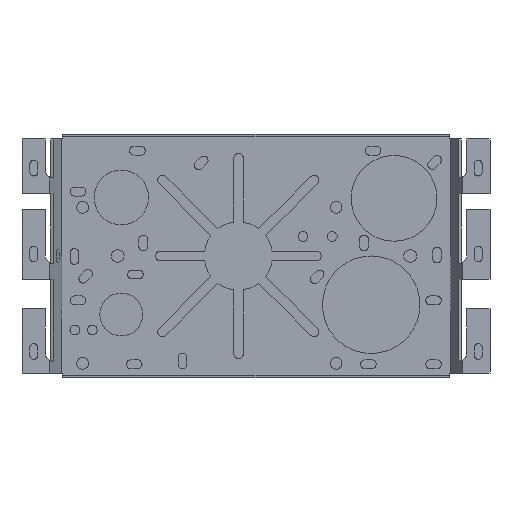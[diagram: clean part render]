
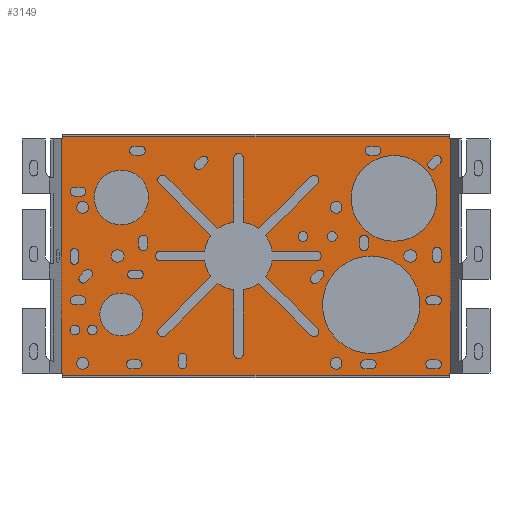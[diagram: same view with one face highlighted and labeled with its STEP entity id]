
A CAD part, front view. The second image highlights one B-rep face of the part: STEP entity #3149.
In plain terms, the highlighted planar face has unit normal (0, -1, 0).
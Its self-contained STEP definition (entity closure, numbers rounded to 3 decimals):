
#499=FACE_OUTER_BOUND('',#645,.T.);
#645=EDGE_LOOP('',(#2616,#2617,#2618,#2619,#2620,#2621,#2622,#2623,#2624,
#2625,#2626,#2627));
#752=LINE('',#4570,#1050);
#789=LINE('',#4659,#1087);
#867=LINE('',#4828,#1165);
#882=LINE('',#4857,#1180);
#886=LINE('',#4865,#1184);
#896=LINE('',#4905,#1194);
#898=LINE('',#4909,#1196);
#903=LINE('',#4928,#1201);
#905=LINE('',#4933,#1203);
#907=LINE('',#4936,#1205);
#908=LINE('',#4937,#1206);
#909=LINE('',#4938,#1207);
#1050=VECTOR('',#3588,1.);
#1087=VECTOR('',#3651,1.);
#1165=VECTOR('',#3795,1.);
#1180=VECTOR('',#3816,1.);
#1184=VECTOR('',#3822,1.);
#1194=VECTOR('',#3880,1.);
#1196=VECTOR('',#3884,1.);
#1201=VECTOR('',#3911,1.);
#1203=VECTOR('',#3917,1.);
#1205=VECTOR('',#3921,1.);
#1206=VECTOR('',#3922,1.);
#1207=VECTOR('',#3923,1.);
#1348=VERTEX_POINT('',#4567);
#1349=VERTEX_POINT('',#4569);
#1388=VERTEX_POINT('',#4658);
#1446=VERTEX_POINT('',#4827);
#1456=VERTEX_POINT('',#4854);
#1457=VERTEX_POINT('',#4856);
#1459=VERTEX_POINT('',#4862);
#1460=VERTEX_POINT('',#4864);
#1466=VERTEX_POINT('',#4904);
#1467=VERTEX_POINT('',#4908);
#1470=VERTEX_POINT('',#4925);
#1471=VERTEX_POINT('',#4932);
#1777=EDGE_CURVE('',#1348,#1349,#752,.T.);
#1821=EDGE_CURVE('',#1388,#1349,#789,.T.);
#1905=EDGE_CURVE('',#1446,#1388,#867,.T.);
#1920=EDGE_CURVE('',#1457,#1456,#882,.T.);
#1924=EDGE_CURVE('',#1460,#1459,#886,.T.);
#1945=EDGE_CURVE('',#1460,#1466,#896,.T.);
#1947=EDGE_CURVE('',#1467,#1466,#898,.T.);
#1957=EDGE_CURVE('',#1457,#1470,#903,.T.);
#1959=EDGE_CURVE('',#1471,#1470,#905,.T.);
#1961=EDGE_CURVE('',#1467,#1456,#907,.T.);
#1962=EDGE_CURVE('',#1446,#1459,#908,.T.);
#1963=EDGE_CURVE('',#1471,#1348,#909,.T.);
#2616=ORIENTED_EDGE('',*,*,#1961,.F.);
#2617=ORIENTED_EDGE('',*,*,#1947,.T.);
#2618=ORIENTED_EDGE('',*,*,#1945,.F.);
#2619=ORIENTED_EDGE('',*,*,#1924,.T.);
#2620=ORIENTED_EDGE('',*,*,#1962,.F.);
#2621=ORIENTED_EDGE('',*,*,#1905,.T.);
#2622=ORIENTED_EDGE('',*,*,#1821,.T.);
#2623=ORIENTED_EDGE('',*,*,#1777,.F.);
#2624=ORIENTED_EDGE('',*,*,#1963,.F.);
#2625=ORIENTED_EDGE('',*,*,#1959,.T.);
#2626=ORIENTED_EDGE('',*,*,#1957,.F.);
#2627=ORIENTED_EDGE('',*,*,#1920,.T.);
#3003=PLANE('',#3327);
#3149=ADVANCED_FACE('',(#499),#3003,.T.);
#3327=AXIS2_PLACEMENT_3D('',#4935,#3919,#3920);
#3588=DIRECTION('',(0.,0.,-1.));
#3651=DIRECTION('',(1.,0.,0.));
#3795=DIRECTION('',(0.,0.,1.));
#3816=DIRECTION('',(0.,0.,-1.));
#3822=DIRECTION('',(0.,0.,-1.));
#3880=DIRECTION('',(-1.,0.,0.));
#3884=DIRECTION('',(0.,0.,-1.));
#3911=DIRECTION('',(1.,0.,0.));
#3917=DIRECTION('',(0.,0.,1.));
#3919=DIRECTION('center_axis',(0.,-1.,0.));
#3920=DIRECTION('ref_axis',(0.,0.,-1.));
#3921=DIRECTION('',(1.,0.,0.));
#3922=DIRECTION('',(-1.,0.,0.));
#3923=DIRECTION('',(1.,0.,0.));
#4567=CARTESIAN_POINT('',(225.703,18.827,113.407));
#4569=CARTESIAN_POINT('',(225.703,18.827,-6.593));
#4570=CARTESIAN_POINT('',(225.703,18.827,17.782));
#4658=CARTESIAN_POINT('',(224.783,18.827,-6.593));
#4659=CARTESIAN_POINT('',(179.59,18.827,-6.593));
#4827=CARTESIAN_POINT('',(224.783,18.827,-7.793));
#4828=CARTESIAN_POINT('',(224.783,18.827,17.782));
#4854=CARTESIAN_POINT('',(26.624,18.827,113.407));
#4856=CARTESIAN_POINT('',(26.624,18.827,114.607));
#4857=CARTESIAN_POINT('',(26.624,18.827,77.782));
#4862=CARTESIAN_POINT('',(26.624,18.827,-7.793));
#4864=CARTESIAN_POINT('',(26.624,18.827,-6.593));
#4865=CARTESIAN_POINT('',(26.624,18.827,17.782));
#4904=CARTESIAN_POINT('',(25.703,18.827,-6.593));
#4905=CARTESIAN_POINT('',(71.692,18.827,-6.593));
#4908=CARTESIAN_POINT('',(25.703,18.827,113.407));
#4909=CARTESIAN_POINT('',(25.703,18.827,17.782));
#4925=CARTESIAN_POINT('',(224.783,18.827,114.607));
#4928=CARTESIAN_POINT('',(175.181,18.827,114.607));
#4932=CARTESIAN_POINT('',(224.783,18.827,113.407));
#4933=CARTESIAN_POINT('',(224.783,18.827,77.782));
#4935=CARTESIAN_POINT('Origin',(125.578,18.827,42.157));
#4936=CARTESIAN_POINT('',(76.101,18.827,113.407));
#4937=CARTESIAN_POINT('',(175.181,18.827,-7.793));
#4938=CARTESIAN_POINT('',(175.181,18.827,113.407));
